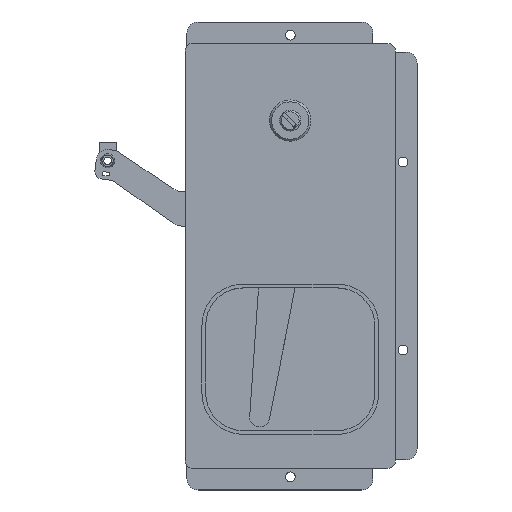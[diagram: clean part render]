
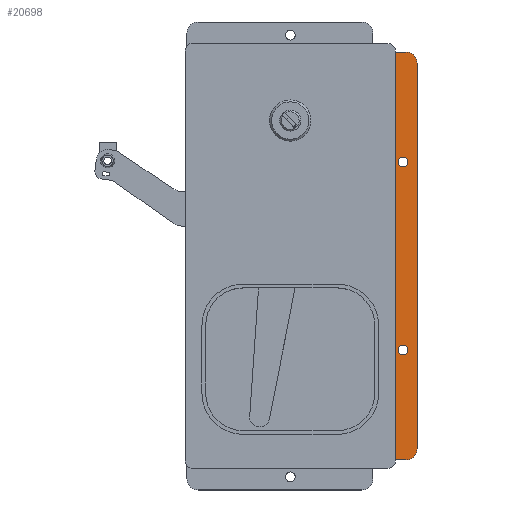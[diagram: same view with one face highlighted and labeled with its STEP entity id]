
A CAD part, top view. The second image highlights one B-rep face of the part: STEP entity #20698.
In plain terms, the highlighted planar face has unit normal (0, 0, 1).
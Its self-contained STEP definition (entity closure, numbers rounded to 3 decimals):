
#31 = PLANE ( 'NONE',  #20650 ) ;
#41 = ORIENTED_EDGE ( 'NONE', *, *, #19903, .T. ) ;
#532 = LINE ( 'NONE', #3721, #2829 ) ;
#1159 = CARTESIAN_POINT ( 'NONE',  ( -61.5, 102.5, -7. ) ) ;
#1451 = DIRECTION ( 'NONE',  ( 0., 0., 1. ) ) ;
#1636 = CARTESIAN_POINT ( 'NONE',  ( -62.6, -50., -7. ) ) ;
#1693 = CARTESIAN_POINT ( 'NONE',  ( -51.5, 108.5, -7. ) ) ;
#1737 = VERTEX_POINT ( 'NONE', #17658 ) ;
#1768 = CARTESIAN_POINT ( 'NONE',  ( -60., 50., -7. ) ) ;
#1894 = EDGE_CURVE ( 'NONE', #11363, #19959, #19263, .T. ) ;
#2224 = EDGE_CURVE ( 'NONE', #18402, #3336, #8003, .T. ) ;
#2288 = DIRECTION ( 'NONE',  ( -1., 0., 0. ) ) ;
#2377 = VERTEX_POINT ( 'NONE', #4634 ) ;
#2436 = CARTESIAN_POINT ( 'NONE',  ( -60., 50., -7. ) ) ;
#2687 = EDGE_LOOP ( 'NONE', ( #20761, #13327 ) ) ;
#2829 = VECTOR ( 'NONE', #18316, 1000. ) ;
#3105 = CARTESIAN_POINT ( 'NONE',  ( -57.4, 50., -7. ) ) ;
#3275 = DIRECTION ( 'NONE',  ( 0., 0., 1. ) ) ;
#3336 = VERTEX_POINT ( 'NONE', #8276 ) ;
#3721 = CARTESIAN_POINT ( 'NONE',  ( -51.5, 108.5, -7. ) ) ;
#3739 = FACE_BOUND ( 'NONE', #12584, .T. ) ;
#3820 = VECTOR ( 'NONE', #5555, 1000. ) ;
#4634 = CARTESIAN_POINT ( 'NONE',  ( -51.5, -108.5, -7. ) ) ;
#5048 = ORIENTED_EDGE ( 'NONE', *, *, #17757, .F. ) ;
#5111 = DIRECTION ( 'NONE',  ( 0., 0., -1. ) ) ;
#5498 = FACE_BOUND ( 'NONE', #2687, .T. ) ;
#5555 = DIRECTION ( 'NONE',  ( 0., -1., 0. ) ) ;
#5611 = AXIS2_PLACEMENT_3D ( 'NONE', #2436, #20238, #2288 ) ;
#5659 = EDGE_LOOP ( 'NONE', ( #7166, #10499, #13016, #10890, #19056, #5048 ) ) ;
#5866 = CARTESIAN_POINT ( 'NONE',  ( -51.5, -108.5, -7. ) ) ;
#5997 = FACE_OUTER_BOUND ( 'NONE', #5659, .T. ) ;
#6097 = DIRECTION ( 'NONE',  ( 1., 0., 0. ) ) ;
#6486 = DIRECTION ( 'NONE',  ( 0., 0., -1. ) ) ;
#6520 = LINE ( 'NONE', #5866, #13211 ) ;
#6605 = CARTESIAN_POINT ( 'NONE',  ( -62.6, 50., -7. ) ) ;
#7103 = CIRCLE ( 'NONE', #19250, 2.6 ) ;
#7166 = ORIENTED_EDGE ( 'NONE', *, *, #2224, .F. ) ;
#7391 = DIRECTION ( 'NONE',  ( 1., 0., 0. ) ) ;
#8003 = LINE ( 'NONE', #12574, #19246 ) ;
#8106 = CARTESIAN_POINT ( 'NONE',  ( -60., -50., -7. ) ) ;
#8276 = CARTESIAN_POINT ( 'NONE',  ( -51.5, 108.5, -7. ) ) ;
#9008 = CARTESIAN_POINT ( 'NONE',  ( -67.5, 108.5, -7. ) ) ;
#9444 = LINE ( 'NONE', #9008, #3820 ) ;
#9685 = EDGE_CURVE ( 'NONE', #18197, #17573, #9916, .T. ) ;
#9714 = DIRECTION ( 'NONE',  ( -1., 0., 0. ) ) ;
#9754 = DIRECTION ( 'NONE',  ( 0., 0., -1. ) ) ;
#9916 = CIRCLE ( 'NONE', #18430, 6. ) ;
#9922 = DIRECTION ( 'NONE',  ( 0., 0., -1. ) ) ;
#10316 = EDGE_CURVE ( 'NONE', #19959, #11363, #17563, .T. ) ;
#10344 = CIRCLE ( 'NONE', #5611, 2.6 ) ;
#10499 = ORIENTED_EDGE ( 'NONE', *, *, #15873, .T. ) ;
#10890 = ORIENTED_EDGE ( 'NONE', *, *, #9685, .T. ) ;
#11363 = VERTEX_POINT ( 'NONE', #13568 ) ;
#11402 = DIRECTION ( 'NONE',  ( -1., 0., 0. ) ) ;
#11775 = CARTESIAN_POINT ( 'NONE',  ( -67.5, -102.5, -7. ) ) ;
#12126 = CIRCLE ( 'NONE', #15631, 6. ) ;
#12574 = CARTESIAN_POINT ( 'NONE',  ( -51.5, 108.5, -7. ) ) ;
#12584 = EDGE_LOOP ( 'NONE', ( #41, #19333 ) ) ;
#12688 = CARTESIAN_POINT ( 'NONE',  ( -61.5, -108.5, -7. ) ) ;
#13016 = ORIENTED_EDGE ( 'NONE', *, *, #19504, .T. ) ;
#13211 = VECTOR ( 'NONE', #7391, 1000. ) ;
#13327 = ORIENTED_EDGE ( 'NONE', *, *, #10316, .T. ) ;
#13568 = CARTESIAN_POINT ( 'NONE',  ( -57.4, -50., -7. ) ) ;
#13675 = VERTEX_POINT ( 'NONE', #3105 ) ;
#14270 = DIRECTION ( 'NONE',  ( -1., 0., 0. ) ) ;
#14980 = EDGE_CURVE ( 'NONE', #17573, #2377, #6520, .T. ) ;
#15030 = CARTESIAN_POINT ( 'NONE',  ( -60., -50., -7. ) ) ;
#15631 = AXIS2_PLACEMENT_3D ( 'NONE', #1159, #1451, #14270 ) ;
#15873 = EDGE_CURVE ( 'NONE', #18402, #1737, #12126, .T. ) ;
#15979 = AXIS2_PLACEMENT_3D ( 'NONE', #15030, #6486, #17953 ) ;
#15999 = DIRECTION ( 'NONE',  ( -1., 0., 0. ) ) ;
#16033 = EDGE_CURVE ( 'NONE', #20010, #13675, #10344, .T. ) ;
#16697 = CARTESIAN_POINT ( 'NONE',  ( -61.5, 108.5, -7. ) ) ;
#17563 = CIRCLE ( 'NONE', #21202, 2.6 ) ;
#17573 = VERTEX_POINT ( 'NONE', #12688 ) ;
#17658 = CARTESIAN_POINT ( 'NONE',  ( -67.5, 102.5, -7. ) ) ;
#17757 = EDGE_CURVE ( 'NONE', #3336, #2377, #532, .T. ) ;
#17953 = DIRECTION ( 'NONE',  ( -1., 0., 0. ) ) ;
#18197 = VERTEX_POINT ( 'NONE', #11775 ) ;
#18280 = DIRECTION ( 'NONE',  ( -1., 0., 0. ) ) ;
#18316 = DIRECTION ( 'NONE',  ( 0., -1., 0. ) ) ;
#18402 = VERTEX_POINT ( 'NONE', #16697 ) ;
#18430 = AXIS2_PLACEMENT_3D ( 'NONE', #21233, #3275, #15999 ) ;
#19056 = ORIENTED_EDGE ( 'NONE', *, *, #14980, .T. ) ;
#19246 = VECTOR ( 'NONE', #6097, 1000. ) ;
#19250 = AXIS2_PLACEMENT_3D ( 'NONE', #1768, #9922, #9714 ) ;
#19263 = CIRCLE ( 'NONE', #15979, 2.6 ) ;
#19333 = ORIENTED_EDGE ( 'NONE', *, *, #16033, .T. ) ;
#19504 = EDGE_CURVE ( 'NONE', #1737, #18197, #9444, .T. ) ;
#19903 = EDGE_CURVE ( 'NONE', #13675, #20010, #7103, .T. ) ;
#19959 = VERTEX_POINT ( 'NONE', #1636 ) ;
#20010 = VERTEX_POINT ( 'NONE', #6605 ) ;
#20238 = DIRECTION ( 'NONE',  ( 0., 0., -1. ) ) ;
#20650 = AXIS2_PLACEMENT_3D ( 'NONE', #1693, #5111, #18280 ) ;
#20698 = ADVANCED_FACE ( 'NONE', ( #3739, #5498, #5997 ), #31, .F. ) ;
#20761 = ORIENTED_EDGE ( 'NONE', *, *, #1894, .T. ) ;
#21202 = AXIS2_PLACEMENT_3D ( 'NONE', #8106, #9754, #11402 ) ;
#21233 = CARTESIAN_POINT ( 'NONE',  ( -61.5, -102.5, -7. ) ) ;
